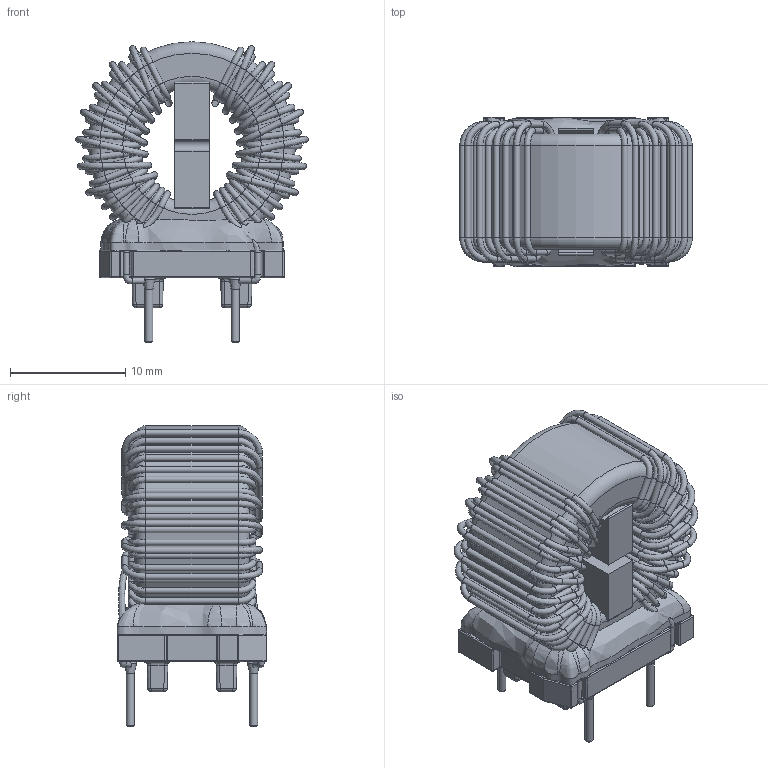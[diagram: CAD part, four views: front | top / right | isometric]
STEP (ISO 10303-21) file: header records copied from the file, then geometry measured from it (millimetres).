
FILE_DESCRIPTION(/* description */ ('Unknown'),/* implementation_level */ '2;1');
FILE_NAME(/* name */ '744823305_M',/* time_stamp */ '2021-02-12T08:27:45+01:00',/* author */ ('Unknown'),/* organization */ ('Unknown'),/* preprocessor_version */ 'ST-DEVELOPER v16.7',/* originating_system */ 'DEX',/* authorisation */ $);
FILE_SCHEMA (('AUTOMOTIVE_DESIGN {1 0 10303 214 3 1 1}'));
Length unit declared in the file: millimetre
Products named in the file (7): 744823305_M; Base; Pin; Glue; WE-CMB_Spacer_Type M; Turns; Solderpoint
Assembly tree (9 placements, depth 2):
  744823305_M
    Base
    Pin  x4
    Glue
    WE-CMB_Spacer_Type M
    Turns
    Solderpoint
Bounding box: 20.2 x 13 x 26.1 mm (x, y, z)
Volume: 3181.6 mm3; surface area: 5612.9 mm2
Topology: 15 solids, 15 shells, 846 faces, 1831 edges, 949 vertices
Faces by surface type: cylinder 374, bspline 159, torus 138, plane 109, sphere 54, cone 12
Full cylindrical faces by diameter (mm): 0.55 x212, 0.7 x8, 10 x1, 18 x1
Entity records: 35582 total; most frequent: CARTESIAN_POINT 16769, DIRECTION 3290, ORIENTED_EDGE 2512, AXIS2_PLACEMENT_3D 1472, EDGE_LOOP 1306, FACE_BOUND 1306, EDGE_CURVE 1256, VERTEX_POINT 908
